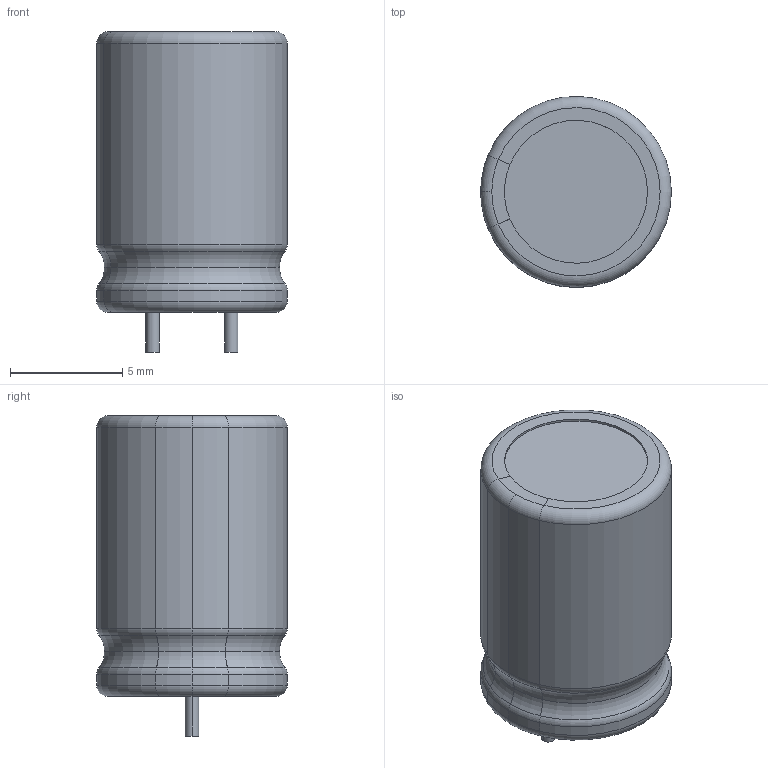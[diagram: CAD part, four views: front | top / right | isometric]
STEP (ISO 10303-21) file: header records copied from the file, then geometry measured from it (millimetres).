
FILE_DESCRIPTION (( 'STEP AP214' ), '1' );
FILE_NAME ('User Library-Aluminum Electrolytic Capacitors.STEP', '2022-02-16T00:59:56', ( '' ), ( '' ), 'SwSTEP 2.0', 'SolidWorks 2021', '' );
FILE_SCHEMA (( 'AUTOMOTIVE_DESIGN' ));
Length unit declared in the file: millimetre
Products named in the file (1): User Library-Aluminum Electrolytic Capacitors
Bounding box: 8.5 x 8.5 x 14.28 mm (x, y, z)
Volume: 693.9 mm3; surface area: 445.8 mm2
Topology: 1 solids, 1 shells, 42 faces, 107 edges, 69 vertices
Faces by surface type: torus 18, cylinder 15, plane 9
Entity records: 1641 total; most frequent: DIRECTION 268, CARTESIAN_POINT 219, ORIENTED_EDGE 214, AXIS2_PLACEMENT_3D 118, EDGE_CURVE 107, CIRCLE 75, VERTEX_POINT 69, EDGE_LOOP 44
